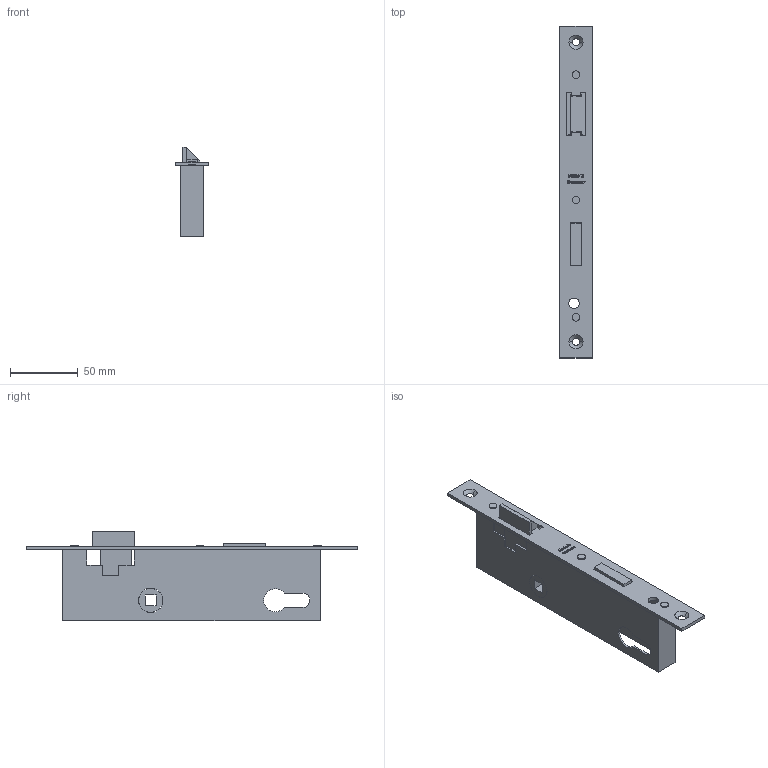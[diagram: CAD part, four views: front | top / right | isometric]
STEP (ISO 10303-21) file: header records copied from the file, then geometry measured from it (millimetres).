
FILE_DESCRIPTION (( 'STEP AP203' ), '1' );
FILE_NAME ('60102.step', '2019-06-04T11:53:36', ( '' ), ( '' ), 'SwSTEP 2.0', 'SolidWorks 2015', '' );
FILE_SCHEMA (( 'CONFIG_CONTROL_DESIGN' ));
Length unit declared in the file: millimetre
Products named in the file (1): 60102
Bounding box: 24 x 245 x 66 mm (x, y, z)
Volume: 65239.8 mm3; surface area: 60156.9 mm2
Topology: 4 solids, 4 shells, 466 faces, 1251 edges, 832 vertices
Faces by surface type: plane 272, bspline 166, cylinder 24, cone 4
Entity records: 23174 total; most frequent: CARTESIAN_POINT 12468, ORIENTED_EDGE 2502, DIRECTION 1573, EDGE_CURVE 1251, LINE 867, VECTOR 867, VERTEX_POINT 832, EDGE_LOOP 529
